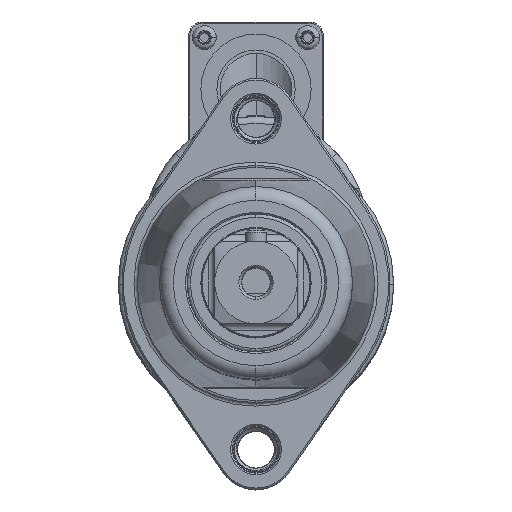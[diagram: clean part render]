
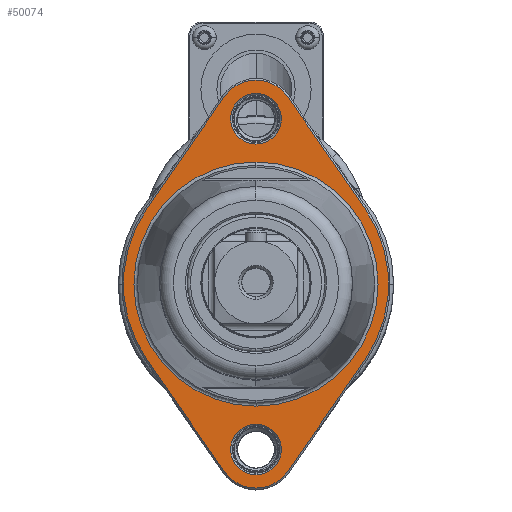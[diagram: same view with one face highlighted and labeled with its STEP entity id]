
A CAD part, top view. The second image highlights one B-rep face of the part: STEP entity #50074.
In plain terms, the highlighted planar face has unit normal (0, 0, 1).
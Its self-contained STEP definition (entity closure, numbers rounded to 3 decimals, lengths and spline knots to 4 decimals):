
#49394=CARTESIAN_POINT('',(0.,0.,17.3609));
#49395=DIRECTION('',(0.,0.,-1.));
#49396=DIRECTION('',(0.,-1.,0.));
#49397=AXIS2_PLACEMENT_3D('',#49394,#49395,#49396);
#49399=CARTESIAN_POINT('',(0.,0.,17.3609));
#49400=DIRECTION('',(0.,0.,-1.));
#49401=DIRECTION('',(0.,1.,0.));
#49402=AXIS2_PLACEMENT_3D('',#49399,#49400,#49401);
#49404=DIRECTION('',(0.568,0.823,0.));
#49405=VECTOR('',#49404,1.2342);
#49406=CARTESIAN_POINT('',(0.288,-1.6989,
17.3609));
#49407=LINE('',#49406,#49405);
#49408=CARTESIAN_POINT('',(0.,-1.5,17.3609));
#49409=DIRECTION('',(0.,0.,1.));
#49410=DIRECTION('',(-0.823,-0.568,0.));
#49411=AXIS2_PLACEMENT_3D('',#49408,#49409,#49410);
#49413=DIRECTION('',(0.568,-0.823,0.));
#49414=VECTOR('',#49413,1.2342);
#49415=CARTESIAN_POINT('',(-0.9894,-0.6834,17.3609));
#49416=LINE('',#49415,#49414);
#49417=CARTESIAN_POINT('',(0.,0.,17.3609));
#49418=DIRECTION('',(0.,0.,1.));
#49419=DIRECTION('',(-0.823,0.568,0.));
#49420=AXIS2_PLACEMENT_3D('',#49417,#49418,#49419);
#49422=DIRECTION('',(-0.568,-0.823,
0.));
#49423=VECTOR('',#49422,1.2342);
#49424=CARTESIAN_POINT('',(-0.288,1.6989,
17.3609));
#49425=LINE('',#49424,#49423);
#49426=CARTESIAN_POINT('',(0.,1.5,17.3609));
#49427=DIRECTION('',(0.,0.,1.));
#49428=DIRECTION('',(0.823,0.568,0.));
#49429=AXIS2_PLACEMENT_3D('',#49426,#49427,#49428);
#49431=DIRECTION('',(-0.568,0.823,0.));
#49432=VECTOR('',#49431,1.2342);
#49433=CARTESIAN_POINT('',(0.9894,0.6834,17.3609));
#49434=LINE('',#49433,#49432);
#49435=CARTESIAN_POINT('',(0.,0.,17.3609));
#49436=DIRECTION('',(0.,0.,1.));
#49437=DIRECTION('',(0.823,-0.568,0.));
#49438=AXIS2_PLACEMENT_3D('',#49435,#49436,#49437);
#49440=CARTESIAN_POINT('',(0.,-1.5,17.3609));
#49441=DIRECTION('',(0.,0.,-1.));
#49442=DIRECTION('',(1.,0.,0.));
#49443=AXIS2_PLACEMENT_3D('',#49440,#49441,#49442);
#49445=CARTESIAN_POINT('',(0.,-1.5,17.3609));
#49446=DIRECTION('',(0.,0.,-1.));
#49447=DIRECTION('',(-1.,0.,0.));
#49448=AXIS2_PLACEMENT_3D('',#49445,#49446,#49447);
#49450=CARTESIAN_POINT('',(0.,1.5,17.3609));
#49451=DIRECTION('',(0.,0.,-1.));
#49452=DIRECTION('',(-1.,0.,0.));
#49453=AXIS2_PLACEMENT_3D('',#49450,#49451,#49452);
#49455=CARTESIAN_POINT('',(0.,1.5,17.3609));
#49456=DIRECTION('',(0.,0.,-1.));
#49457=DIRECTION('',(1.,0.,0.));
#49458=AXIS2_PLACEMENT_3D('',#49455,#49456,#49457);
#49710=CARTESIAN_POINT('',(0.,-1.1073,17.3609));
#49711=CARTESIAN_POINT('',(0.,1.1073,17.3609));
#49712=VERTEX_POINT('',#49710);
#49713=VERTEX_POINT('',#49711);
#49726=CARTESIAN_POINT('',(0.288,-1.6989,
17.3609));
#49727=CARTESIAN_POINT('',(0.9894,-0.6834,
17.3609));
#49728=VERTEX_POINT('',#49726);
#49729=VERTEX_POINT('',#49727);
#49734=CARTESIAN_POINT('',(0.9894,0.6834,17.3609));
#49735=VERTEX_POINT('',#49734);
#49738=CARTESIAN_POINT('',(0.288,1.6989,
17.3609));
#49739=VERTEX_POINT('',#49738);
#49742=CARTESIAN_POINT('',(-0.288,1.6989,
17.3609));
#49743=CARTESIAN_POINT('',(-0.9894,0.6834,
17.3609));
#49744=VERTEX_POINT('',#49742);
#49745=VERTEX_POINT('',#49743);
#49750=CARTESIAN_POINT('',(-0.9894,-0.6834,17.3609));
#49751=VERTEX_POINT('',#49750);
#49754=CARTESIAN_POINT('',(-0.288,-1.6989,
17.3609));
#49755=VERTEX_POINT('',#49754);
#49790=CARTESIAN_POINT('',(0.23,-1.5,17.3609));
#49791=CARTESIAN_POINT('',(-0.23,-1.5,17.3609));
#49792=VERTEX_POINT('',#49790);
#49793=VERTEX_POINT('',#49791);
#49814=CARTESIAN_POINT('',(-0.23,1.5,17.3609));
#49815=CARTESIAN_POINT('',(0.23,1.5,17.3609));
#49816=VERTEX_POINT('',#49814);
#49817=VERTEX_POINT('',#49815);
#50034=CARTESIAN_POINT('',(0.,0.,17.3609));
#50035=DIRECTION('',(0.,0.,-1.));
#50036=DIRECTION('',(1.,0.,0.));
#50037=AXIS2_PLACEMENT_3D('',#50034,#50035,#50036);
#50038=PLANE('',#50037);
#50040=ORIENTED_EDGE('',*,*,#50039,.F.);
#50042=ORIENTED_EDGE('',*,*,#50041,.F.);
#50043=ORIENTED_EDGE('',*,*,#50024,.F.);
#50045=ORIENTED_EDGE('',*,*,#50044,.F.);
#50047=ORIENTED_EDGE('',*,*,#50046,.F.);
#50049=ORIENTED_EDGE('',*,*,#50048,.F.);
#50051=ORIENTED_EDGE('',*,*,#50050,.F.);
#50053=ORIENTED_EDGE('',*,*,#50052,.F.);
#50054=EDGE_LOOP('',(#50040,#50042,#50043,#50045,#50047,#50049,#50051,#50053));
#50055=FACE_OUTER_BOUND('',#50054,.F.);
#50057=ORIENTED_EDGE('',*,*,#50056,.F.);
#50059=ORIENTED_EDGE('',*,*,#50058,.F.);
#50060=EDGE_LOOP('',(#50057,#50059));
#50061=FACE_BOUND('',#50060,.F.);
#50063=ORIENTED_EDGE('',*,*,#50062,.F.);
#50065=ORIENTED_EDGE('',*,*,#50064,.F.);
#50066=EDGE_LOOP('',(#50063,#50065));
#50067=FACE_BOUND('',#50066,.F.);
#50069=ORIENTED_EDGE('',*,*,#50068,.F.);
#50071=ORIENTED_EDGE('',*,*,#50070,.F.);
#50072=EDGE_LOOP('',(#50069,#50071));
#50073=FACE_BOUND('',#50072,.F.);
#50074=ADVANCED_FACE('',(#50055,#50061,#50067,#50073),#50038,.F.);
#49398=CIRCLE('',#49397,1.1073);
#49403=CIRCLE('',#49402,1.1073);
#49412=CIRCLE('',#49411,0.35);
#49421=CIRCLE('',#49420,1.2025);
#49430=CIRCLE('',#49429,0.35);
#49439=CIRCLE('',#49438,1.2025);
#49444=CIRCLE('',#49443,0.23);
#49449=CIRCLE('',#49448,0.23);
#49454=CIRCLE('',#49453,0.23);
#49459=CIRCLE('',#49458,0.23);
#50024=EDGE_CURVE('',#49751,#49755,#49416,.T.);
#50039=EDGE_CURVE('',#49728,#49729,#49407,.T.);
#50041=EDGE_CURVE('',#49755,#49728,#49412,.T.);
#50044=EDGE_CURVE('',#49745,#49751,#49421,.T.);
#50046=EDGE_CURVE('',#49744,#49745,#49425,.T.);
#50048=EDGE_CURVE('',#49739,#49744,#49430,.T.);
#50050=EDGE_CURVE('',#49735,#49739,#49434,.T.);
#50052=EDGE_CURVE('',#49729,#49735,#49439,.T.);
#50056=EDGE_CURVE('',#49712,#49713,#49398,.T.);
#50058=EDGE_CURVE('',#49713,#49712,#49403,.T.);
#50062=EDGE_CURVE('',#49792,#49793,#49444,.T.);
#50064=EDGE_CURVE('',#49793,#49792,#49449,.T.);
#50068=EDGE_CURVE('',#49816,#49817,#49454,.T.);
#50070=EDGE_CURVE('',#49817,#49816,#49459,.T.);
